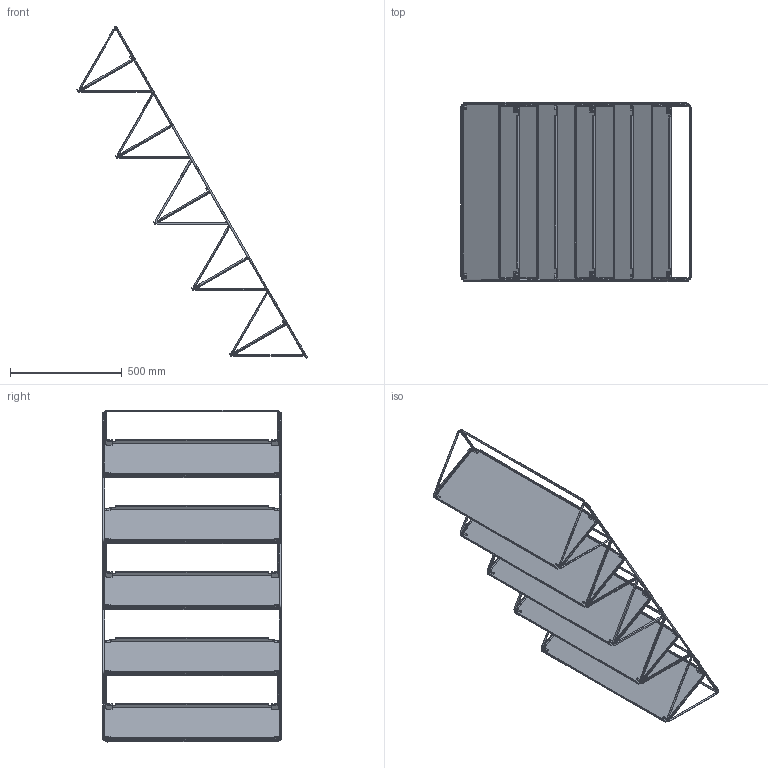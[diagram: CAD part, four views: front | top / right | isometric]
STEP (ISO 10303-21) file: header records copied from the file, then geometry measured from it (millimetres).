
FILE_DESCRIPTION (( 'STEP AP203' ), '1' );
FILE_NAME ('1213.STEP', '2023-06-14T10:48:18', ( '' ), ( '' ), 'SwSTEP 2.0', 'SolidWorks 2022', '' );
FILE_SCHEMA (( 'CONFIG_CONTROL_DESIGN' ));
Length unit declared in the file: millimetre
Products named in the file (22): 08121012.IGS; rovný díl.IGS; ZrcadleníBOK D 3 pol N - 12121.IGS; 1213.IGS; Zrcadlenírovný díl.IGS; Vecko D - SKR Mala.IGS; Fleysen sponka V4-pro návody.IGS; 08121014.IGS; Zrcadlení08121011.IGS; 08121013.IGS; 08121031.IGS; 08121011.IGS; Zrcadlení08121012.IGS; BOK D 3 pol N - 1212.IGS; Obdelnik 1210.IGS; plech krytka var.4.IGS; Zrcadlení08121014.IGS; Vecko D - SKR Mala-1.IGS; 1213; Zrcadlení08121013.IGS; BOK D 3 pol N - 1212-1.IGS; 08121041-A.IGS
Assembly tree (63 placements, depth 3):
  1213
    1213.IGS
      BOK D 3 pol N - 1212.IGS
      Vecko D - SKR Mala.IGS
      rovný díl.IGS
      BOK D 3 pol N - 1212-1.IGS
      Vecko D - SKR Mala-1.IGS
      08121014.IGS  x3
      08121012.IGS  x2
      08121013.IGS  x3
      08121011.IGS  x3
      Obdelnik 1210.IGS  x3
      08121031.IGS  x6
      ZrcadleníBOK D 3 pol N - 12121.IGS  x2
      Zrcadlenírovný díl.IGS
      Zrcadlení08121014.IGS  x3
      Zrcadlení08121012.IGS  x2
      Zrcadlení08121013.IGS  x3
      Zrcadlení08121011.IGS  x3
      08121041-A.IGS  x5
      Fleysen sponka V4-pro návody.IGS  x12
      plech krytka var.4.IGS  x6
Bounding box: 1029.46 x 802.14 x 1485.43 mm (x, y, z)
Volume: 2629104.5 mm3; surface area: 3438224.5 mm2
Topology: 62 solids, 62 shells, 1741 faces, 4191 edges, 2526 vertices
Faces by surface type: bspline 1741
Entity records: 20330 total; most frequent: CARTESIAN_POINT 10472, ORIENTED_EDGE 2096, EDGE_CURVE 1048, B_SPLINE_CURVE_WITH_KNOTS 726, VERTEX_POINT 608, EDGE_LOOP 488, ADVANCED_FACE 472, FACE_OUTER_BOUND 472
